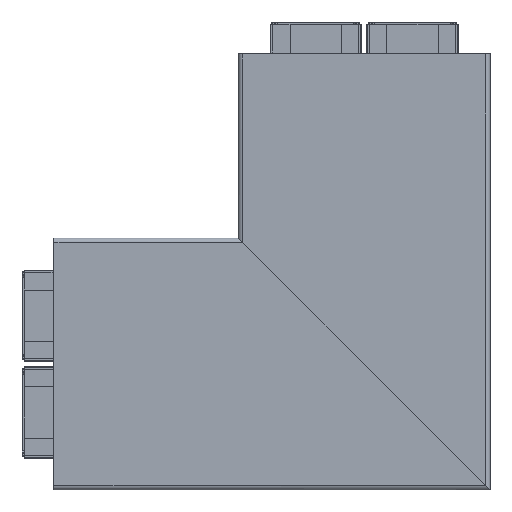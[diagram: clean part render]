
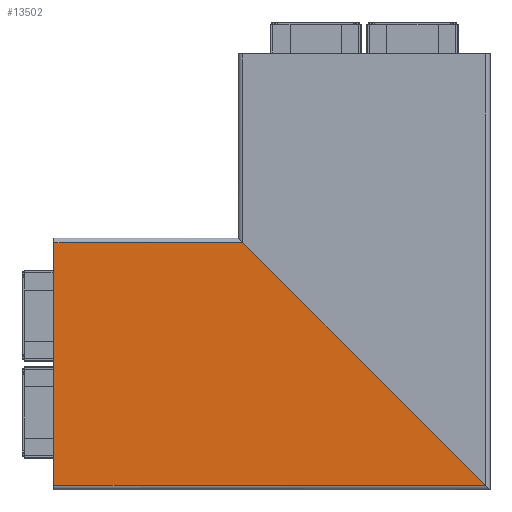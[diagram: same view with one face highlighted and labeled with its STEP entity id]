
A CAD part, front view. The second image highlights one B-rep face of the part: STEP entity #13502.
In plain terms, the highlighted planar face has unit normal (0, -1, 0).
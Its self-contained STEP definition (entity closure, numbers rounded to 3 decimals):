
#46 = LINE ( 'NONE', #7949, #12420 ) ;
#1995 = LINE ( 'NONE', #2868, #8434 ) ;
#2063 = CARTESIAN_POINT ( 'NONE',  ( 62.5, -53., 0. ) ) ;
#2868 = CARTESIAN_POINT ( 'NONE',  ( -62.5, -53., 1000. ) ) ;
#2938 = VERTEX_POINT ( 'NONE', #12212 ) ;
#3279 = DIRECTION ( 'NONE',  ( 0., 0., 1. ) ) ;
#3517 = CARTESIAN_POINT ( 'NONE',  ( -62.5, -53., -222.5 ) ) ;
#4037 = CARTESIAN_POINT ( 'NONE',  ( -65., -53., 0. ) ) ;
#4123 = ORIENTED_EDGE ( 'NONE', *, *, #12394, .T. ) ;
#4682 = CARTESIAN_POINT ( 'NONE',  ( 0., -53., 1000. ) ) ;
#5813 = ORIENTED_EDGE ( 'NONE', *, *, #11517, .T. ) ;
#5843 = EDGE_LOOP ( 'NONE', ( #15338, #14545, #4123, #5813 ) ) ;
#6212 = VECTOR ( 'NONE', #3279, 1000. ) ;
#6729 = FACE_OUTER_BOUND ( 'NONE', #5843, .T. ) ;
#6804 = DIRECTION ( 'NONE',  ( 0.707, 0., 0.707 ) ) ;
#7137 = DIRECTION ( 'NONE',  ( 0., 0., 1. ) ) ;
#7355 = VECTOR ( 'NONE', #11245, 1000. ) ;
#7917 = EDGE_CURVE ( 'NONE', #10145, #8396, #46, .T. ) ;
#7949 = CARTESIAN_POINT ( 'NONE',  ( 65., -53., -95. ) ) ;
#8396 = VERTEX_POINT ( 'NONE', #11194 ) ;
#8434 = VECTOR ( 'NONE', #14819, 1000. ) ;
#9270 = CARTESIAN_POINT ( 'NONE',  ( 62.5, -53., 1000. ) ) ;
#10145 = VERTEX_POINT ( 'NONE', #3517 ) ;
#10163 = LINE ( 'NONE', #4037, #7355 ) ;
#10634 = AXIS2_PLACEMENT_3D ( 'NONE', #4682, #14240, #7137 ) ;
#11155 = VERTEX_POINT ( 'NONE', #2063 ) ;
#11194 = CARTESIAN_POINT ( 'NONE',  ( 62.5, -53., -97.5 ) ) ;
#11245 = DIRECTION ( 'NONE',  ( -1., 0., 0. ) ) ;
#11517 = EDGE_CURVE ( 'NONE', #11155, #2938, #10163, .T. ) ;
#12212 = CARTESIAN_POINT ( 'NONE',  ( -62.5, -53., 0. ) ) ;
#12394 = EDGE_CURVE ( 'NONE', #8396, #11155, #12865, .T. ) ;
#12420 = VECTOR ( 'NONE', #6804, 1000. ) ;
#12865 = LINE ( 'NONE', #9270, #6212 ) ;
#13020 = PLANE ( 'NONE',  #10634 ) ;
#13502 = ADVANCED_FACE ( 'NONE', ( #6729 ), #13020, .F. ) ;
#13863 = EDGE_CURVE ( 'NONE', #2938, #10145, #1995, .T. ) ;
#14240 = DIRECTION ( 'NONE',  ( 0., 1., 0. ) ) ;
#14545 = ORIENTED_EDGE ( 'NONE', *, *, #7917, .T. ) ;
#14819 = DIRECTION ( 'NONE',  ( 0., 0., -1. ) ) ;
#15338 = ORIENTED_EDGE ( 'NONE', *, *, #13863, .T. ) ;
